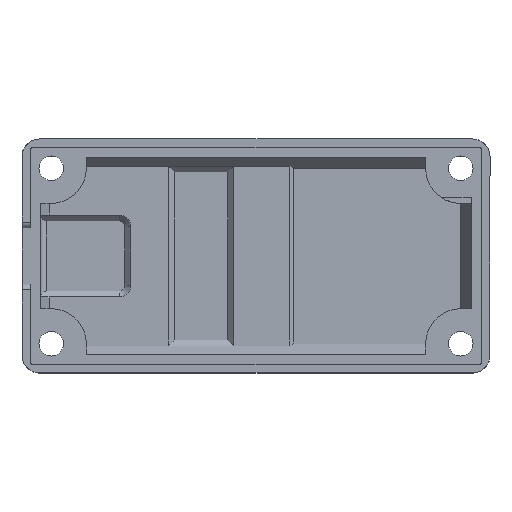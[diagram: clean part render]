
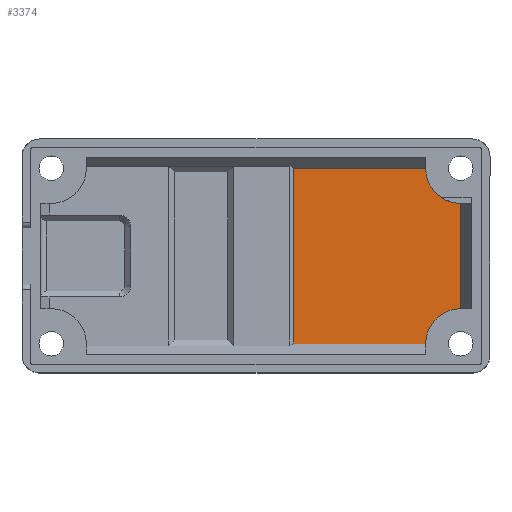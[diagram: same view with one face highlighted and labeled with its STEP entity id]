
A CAD part, top view. The second image highlights one B-rep face of the part: STEP entity #3374.
In plain terms, the highlighted planar face has unit normal (0, 0, 1).
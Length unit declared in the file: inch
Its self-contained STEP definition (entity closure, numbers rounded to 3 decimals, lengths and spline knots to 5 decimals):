
#278=LINE('',#7074,#533);
#308=LINE('',#7146,#563);
#313=LINE('',#7155,#568);
#324=LINE('',#7689,#579);
#325=LINE('',#7690,#580);
#326=LINE('',#7692,#581);
#327=LINE('',#7694,#582);
#328=LINE('',#7695,#583);
#533=VECTOR('',#4476,0.00068);
#563=VECTOR('',#4540,0.00068);
#568=VECTOR('',#4549,0.00068);
#579=VECTOR('',#4646,0.35433);
#580=VECTOR('',#4647,0.00068);
#581=VECTOR('',#4648,0.44488);
#582=VECTOR('',#4649,0.59192);
#583=VECTOR('',#4650,0.44488);
#667=PLANE('',#3748);
#887=FACE_OUTER_BOUND('',#1096,.T.);
#1096=EDGE_LOOP('',(#3020,#3021,#3022,#3023,#3024,#3025,#3026,#3027,#3028,
#3029));
#1330=CIRCLE('',#3690,0.11811);
#1335=CIRCLE('',#3710,0.11811);
#1599=VERTEX_POINT('',#7071);
#1600=VERTEX_POINT('',#7073);
#1603=VERTEX_POINT('',#7084);
#1624=VERTEX_POINT('',#7143);
#1625=VERTEX_POINT('',#7145);
#1626=VERTEX_POINT('',#7152);
#1627=VERTEX_POINT('',#7154);
#1639=VERTEX_POINT('',#7688);
#1640=VERTEX_POINT('',#7691);
#1641=VERTEX_POINT('',#7693);
#2033=EDGE_CURVE('',#1600,#1599,#278,.T.);
#2042=EDGE_CURVE('',#1600,#1603,#1330,.T.);
#2069=EDGE_CURVE('',#1625,#1624,#308,.T.);
#2074=EDGE_CURVE('',#1627,#1626,#313,.T.);
#2081=EDGE_CURVE('',#1625,#1626,#1335,.T.);
#2116=EDGE_CURVE('',#1624,#1639,#324,.T.);
#2117=EDGE_CURVE('',#1603,#1639,#325,.T.);
#2118=EDGE_CURVE('',#1599,#1640,#326,.T.);
#2119=EDGE_CURVE('',#1640,#1641,#327,.T.);
#2120=EDGE_CURVE('',#1641,#1627,#328,.T.);
#3020=ORIENTED_EDGE('',*,*,#2116,.T.);
#3021=ORIENTED_EDGE('',*,*,#2117,.F.);
#3022=ORIENTED_EDGE('',*,*,#2042,.F.);
#3023=ORIENTED_EDGE('',*,*,#2033,.T.);
#3024=ORIENTED_EDGE('',*,*,#2118,.T.);
#3025=ORIENTED_EDGE('',*,*,#2119,.T.);
#3026=ORIENTED_EDGE('',*,*,#2120,.T.);
#3027=ORIENTED_EDGE('',*,*,#2074,.T.);
#3028=ORIENTED_EDGE('',*,*,#2081,.F.);
#3029=ORIENTED_EDGE('',*,*,#2069,.T.);
#3374=ADVANCED_FACE('',(#887),#667,.T.);
#3690=AXIS2_PLACEMENT_3D('',#7090,#4490,#4491);
#3710=AXIS2_PLACEMENT_3D('',#7168,#4564,#4565);
#3748=AXIS2_PLACEMENT_3D('',#7687,#4644,#4645);
#4476=DIRECTION('',(0.,1.,0.));
#4490=DIRECTION('center_axis',(0.,0.,1.));
#4491=DIRECTION('ref_axis',(0.,-1.,0.));
#4540=DIRECTION('',(1.,0.,0.));
#4549=DIRECTION('',(0.,1.,0.));
#4564=DIRECTION('center_axis',(0.,0.,1.));
#4565=DIRECTION('ref_axis',(-1.,0.,0.));
#4644=DIRECTION('center_axis',(0.,0.,1.));
#4645=DIRECTION('ref_axis',(1.,0.,0.));
#4646=DIRECTION('',(0.,1.,0.));
#4647=DIRECTION('',(1.,0.,0.));
#4648=DIRECTION('',(-1.,0.,0.));
#4649=DIRECTION('',(0.,-1.,0.));
#4650=DIRECTION('',(1.,0.,0.));
#7071=CARTESIAN_POINT('',(0.57087,0.29596,0.03543));
#7073=CARTESIAN_POINT('',(0.57087,0.29528,0.03543));
#7074=CARTESIAN_POINT('',(0.57087,0.29528,0.03543));
#7084=CARTESIAN_POINT('',(0.68898,0.17717,0.03543));
#7090=CARTESIAN_POINT('Origin',(0.68898,0.29528,0.03543));
#7143=CARTESIAN_POINT('',(0.68966,-0.17717,0.03543));
#7145=CARTESIAN_POINT('',(0.68898,-0.17717,0.03543));
#7146=CARTESIAN_POINT('',(0.68898,-0.17717,0.03543));
#7152=CARTESIAN_POINT('',(0.57087,-0.29528,0.03543));
#7154=CARTESIAN_POINT('',(0.57087,-0.29596,0.03543));
#7155=CARTESIAN_POINT('',(0.57087,-0.29596,0.03543));
#7168=CARTESIAN_POINT('Origin',(0.68898,-0.29528,0.03543));
#7687=CARTESIAN_POINT('Origin',(0.,0.,0.03543));
#7688=CARTESIAN_POINT('',(0.68966,0.17717,0.03543));
#7689=CARTESIAN_POINT('',(0.68966,-0.17717,0.03543));
#7690=CARTESIAN_POINT('',(0.68898,0.17717,0.03543));
#7691=CARTESIAN_POINT('',(0.12598,0.29596,0.03543));
#7692=CARTESIAN_POINT('',(0.57087,0.29596,0.03543));
#7693=CARTESIAN_POINT('',(0.12598,-0.29596,0.03543));
#7694=CARTESIAN_POINT('',(0.12598,0.29596,0.03543));
#7695=CARTESIAN_POINT('',(0.12598,-0.29596,0.03543));
